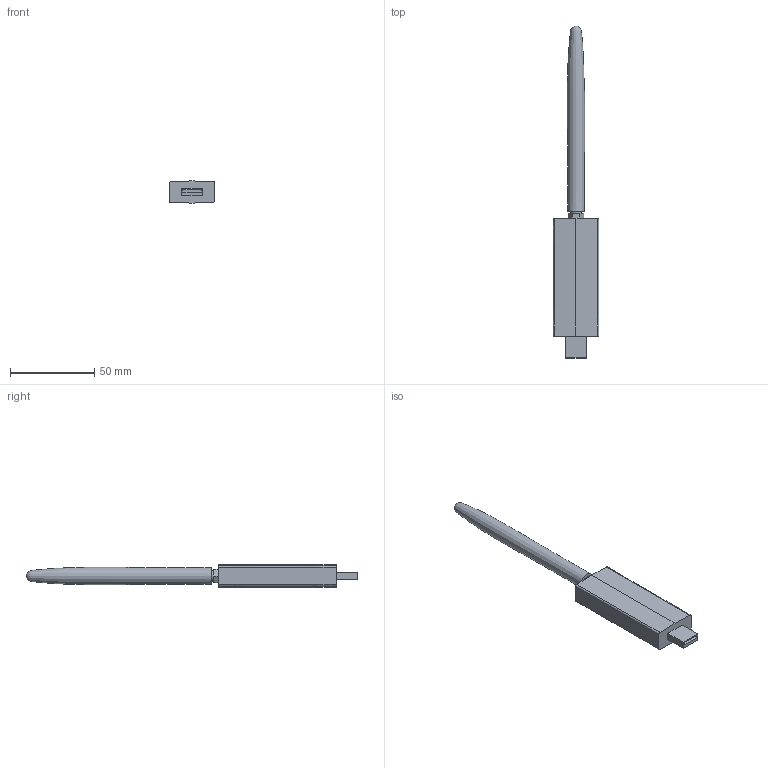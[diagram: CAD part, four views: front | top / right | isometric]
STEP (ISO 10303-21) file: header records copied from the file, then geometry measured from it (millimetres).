
FILE_DESCRIPTION(/* description */ (''),/* implementation_level */ '2;1');
FILE_NAME(/* name */ 'RTL SDR v2.step',/* time_stamp */ '2021-12-28T15:06:12+01:00',/* author */ (''),/* organization */ (''),/* preprocessor_version */ 'ST-DEVELOPER v18.1',/* originating_system */ 'Autodesk Translation Framework v10.10.0.1391',/* authorisation */ '');
FILE_SCHEMA (('AUTOMOTIVE_DESIGN { 1 0 10303 214 3 1 1 }'));
Length unit declared in the file: millimetre
Products named in the file (1): RTL SDR
Bounding box: 27 x 197.1 x 13.16 mm (x, y, z)
Volume: 32864.9 mm3; surface area: 10189.2 mm2
Topology: 1 solids, 1 shells, 32 faces, 78 edges, 52 vertices
Faces by surface type: plane 22, bspline 9, cylinder 1
Full cylindrical faces by diameter (mm): 6.2 x1
Entity records: 1545 total; most frequent: CARTESIAN_POINT 786, ORIENTED_EDGE 154, DIRECTION 103, EDGE_CURVE 77, VERTEX_POINT 52, LINE 49, VECTOR 49, EDGE_LOOP 37
